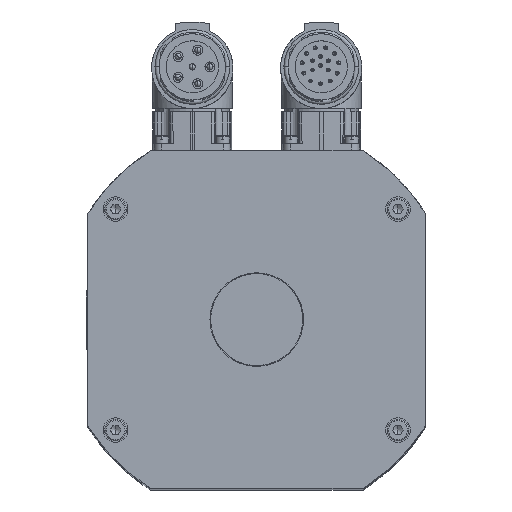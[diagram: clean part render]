
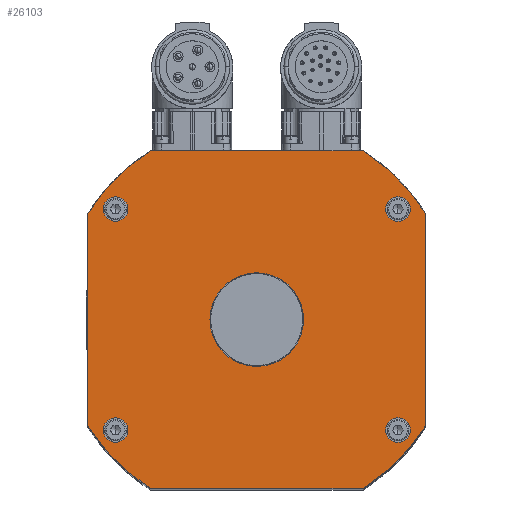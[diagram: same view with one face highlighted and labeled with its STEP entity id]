
A CAD part, top view. The second image highlights one B-rep face of the part: STEP entity #26103.
In plain terms, the highlighted planar face has unit normal (0, 0, 1).
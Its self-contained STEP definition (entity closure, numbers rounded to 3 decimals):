
#9962=CARTESIAN_POINT('',(46.,-32.,283.5));
#9963=VERTEX_POINT('',#9962);
#9979=CARTESIAN_POINT('',(46.,-40.,283.5));
#9980=VERTEX_POINT('',#9979);
#9987=CARTESIAN_POINT('',(46.,-36.,283.5));
#9988=DIRECTION('',(0.0,0.0,-1.0));
#9989=DIRECTION('',(0.0,1.0,0.0));
#9990=AXIS2_PLACEMENT_3D('',#9987,#9988,#9989);
#9991=CIRCLE('',#9990,4.0);
#9992=EDGE_CURVE('',#9963,#9980,#9991,.T.);
#10025=CARTESIAN_POINT('',(-46.,-32.,283.5));
#10026=VERTEX_POINT('',#10025);
#10042=CARTESIAN_POINT('',(-46.,-40.,283.5));
#10043=VERTEX_POINT('',#10042);
#10050=CARTESIAN_POINT('',(-46.,-36.,283.5));
#10051=DIRECTION('',(0.0,0.0,-1.0));
#10052=DIRECTION('',(0.0,1.0,0.0));
#10053=AXIS2_PLACEMENT_3D('',#10050,#10051,#10052);
#10054=CIRCLE('',#10053,4.0);
#10055=EDGE_CURVE('',#10026,#10043,#10054,.T.);
#10088=CARTESIAN_POINT('',(-46.,40.,283.5));
#10089=VERTEX_POINT('',#10088);
#10105=CARTESIAN_POINT('',(-46.,32.,283.5));
#10106=VERTEX_POINT('',#10105);
#10113=CARTESIAN_POINT('',(-46.,36.,283.5));
#10114=DIRECTION('',(0.0,0.0,-1.0));
#10115=DIRECTION('',(0.0,1.0,0.0));
#10116=AXIS2_PLACEMENT_3D('',#10113,#10114,#10115);
#10117=CIRCLE('',#10116,4.0);
#10118=EDGE_CURVE('',#10089,#10106,#10117,.T.);
#10151=CARTESIAN_POINT('',(46.,40.,283.5));
#10152=VERTEX_POINT('',#10151);
#10168=CARTESIAN_POINT('',(46.,32.,283.5));
#10169=VERTEX_POINT('',#10168);
#10176=CARTESIAN_POINT('',(46.,36.,283.5));
#10177=DIRECTION('',(0.0,0.0,-1.0));
#10178=DIRECTION('',(0.0,1.0,0.0));
#10179=AXIS2_PLACEMENT_3D('',#10176,#10177,#10178);
#10180=CIRCLE('',#10179,4.0);
#10181=EDGE_CURVE('',#10152,#10169,#10180,.T.);
#10193=CARTESIAN_POINT('',(0.,-15.25,283.5));
#10194=VERTEX_POINT('',#10193);
#10210=CARTESIAN_POINT('',(0.,15.25,283.5));
#10211=VERTEX_POINT('',#10210);
#10218=CARTESIAN_POINT('',(0.,0.,283.5));
#10219=DIRECTION('',(0.0,0.0,-1.0));
#10220=DIRECTION('',(0.0,-1.0,0.0));
#10221=AXIS2_PLACEMENT_3D('',#10218,#10219,#10220);
#10222=CIRCLE('',#10221,15.25);
#10223=EDGE_CURVE('',#10194,#10211,#10222,.T.);
#25978=CARTESIAN_POINT('',(0.,0.,283.5));
#25979=DIRECTION('',(0.0,0.0,-1.0));
#25980=DIRECTION('',(0.0,-1.0,0.0));
#25981=AXIS2_PLACEMENT_3D('',#25978,#25979,#25980);
#25982=PLANE('',#25981);
#25983=CARTESIAN_POINT('',(-55.,-34.641,283.5));
#25984=VERTEX_POINT('',#25983);
#25985=CARTESIAN_POINT('',(-34.641,-55.,283.5));
#25986=VERTEX_POINT('',#25985);
#25987=CARTESIAN_POINT('',(0.,0.,283.5));
#25988=DIRECTION('',(0.,0.,1.));
#25989=DIRECTION('',(0.533,0.846,0.));
#25990=AXIS2_PLACEMENT_3D('',#25987,#25988,#25989);
#25991=CIRCLE('',#25990,65.0);
#25992=EDGE_CURVE('',#25984,#25986,#25991,.T.);
#25993=ORIENTED_EDGE('',*,*,#25992,.T.);
#25994=CARTESIAN_POINT('',(34.641,-55.,283.5));
#25995=VERTEX_POINT('',#25994);
#25996=CARTESIAN_POINT('',(-34.641,-55.,283.5));
#25997=DIRECTION('',(1.0,0.0,0.0));
#25998=VECTOR('',#25997,69.282);
#25999=LINE('',#25996,#25998);
#26000=EDGE_CURVE('',#25986,#25995,#25999,.T.);
#26001=ORIENTED_EDGE('',*,*,#26000,.T.);
#26002=CARTESIAN_POINT('',(55.,-34.641,283.5));
#26003=VERTEX_POINT('',#26002);
#26004=CARTESIAN_POINT('',(0.,0.,283.5));
#26005=DIRECTION('',(0.,0.,1.0));
#26006=DIRECTION('',(-0.846,0.533,0.));
#26007=AXIS2_PLACEMENT_3D('',#26004,#26005,#26006);
#26008=CIRCLE('',#26007,65.0);
#26009=EDGE_CURVE('',#25995,#26003,#26008,.T.);
#26010=ORIENTED_EDGE('',*,*,#26009,.T.);
#26011=CARTESIAN_POINT('',(55.,34.641,283.5));
#26012=VERTEX_POINT('',#26011);
#26013=CARTESIAN_POINT('',(55.,-34.641,283.5));
#26014=DIRECTION('',(0.0,1.0,0.0));
#26015=VECTOR('',#26014,69.282);
#26016=LINE('',#26013,#26015);
#26017=EDGE_CURVE('',#26003,#26012,#26016,.T.);
#26018=ORIENTED_EDGE('',*,*,#26017,.T.);
#26019=CARTESIAN_POINT('',(34.641,55.,283.5));
#26020=VERTEX_POINT('',#26019);
#26021=CARTESIAN_POINT('',(0.,0.,283.5));
#26022=DIRECTION('',(0.,0.,1.0));
#26023=DIRECTION('',(-0.533,-0.846,0.));
#26024=AXIS2_PLACEMENT_3D('',#26021,#26022,#26023);
#26025=CIRCLE('',#26024,65.0);
#26026=EDGE_CURVE('',#26012,#26020,#26025,.T.);
#26027=ORIENTED_EDGE('',*,*,#26026,.T.);
#26028=CARTESIAN_POINT('',(-34.641,55.,283.5));
#26029=VERTEX_POINT('',#26028);
#26030=CARTESIAN_POINT('',(34.641,55.,283.5));
#26031=DIRECTION('',(-1.0,0.0,0.0));
#26032=VECTOR('',#26031,69.282);
#26033=LINE('',#26030,#26032);
#26034=EDGE_CURVE('',#26020,#26029,#26033,.T.);
#26035=ORIENTED_EDGE('',*,*,#26034,.T.);
#26036=CARTESIAN_POINT('',(-55.,34.641,283.5));
#26037=VERTEX_POINT('',#26036);
#26038=CARTESIAN_POINT('',(0.,0.,283.5));
#26039=DIRECTION('',(0.,0.,1.));
#26040=DIRECTION('',(0.846,-0.533,0.));
#26041=AXIS2_PLACEMENT_3D('',#26038,#26039,#26040);
#26042=CIRCLE('',#26041,65.0);
#26043=EDGE_CURVE('',#26029,#26037,#26042,.T.);
#26044=ORIENTED_EDGE('',*,*,#26043,.T.);
#26045=CARTESIAN_POINT('',(-55.,34.641,283.5));
#26046=DIRECTION('',(0.0,-1.0,0.0));
#26047=VECTOR('',#26046,69.282);
#26048=LINE('',#26045,#26047);
#26049=EDGE_CURVE('',#26037,#25984,#26048,.T.);
#26050=ORIENTED_EDGE('',*,*,#26049,.T.);
#26051=EDGE_LOOP('',(#25993,#26001,#26010,#26018,#26027,#26035,#26044,#26050));
#26052=FACE_OUTER_BOUND('',#26051,.T.);
#26053=ORIENTED_EDGE('',*,*,#9992,.T.);
#26054=CARTESIAN_POINT('',(46.,-36.,283.5));
#26055=DIRECTION('',(0.0,0.0,-1.0));
#26056=DIRECTION('',(0.0,1.0,0.0));
#26057=AXIS2_PLACEMENT_3D('',#26054,#26055,#26056);
#26058=CIRCLE('',#26057,4.0);
#26059=EDGE_CURVE('',#9980,#9963,#26058,.T.);
#26060=ORIENTED_EDGE('',*,*,#26059,.T.);
#26061=EDGE_LOOP('',(#26053,#26060));
#26062=FACE_BOUND('',#26061,.T.);
#26063=ORIENTED_EDGE('',*,*,#10055,.T.);
#26064=CARTESIAN_POINT('',(-46.,-36.,283.5));
#26065=DIRECTION('',(0.0,0.0,-1.0));
#26066=DIRECTION('',(0.0,1.0,0.0));
#26067=AXIS2_PLACEMENT_3D('',#26064,#26065,#26066);
#26068=CIRCLE('',#26067,4.0);
#26069=EDGE_CURVE('',#10043,#10026,#26068,.T.);
#26070=ORIENTED_EDGE('',*,*,#26069,.T.);
#26071=EDGE_LOOP('',(#26063,#26070));
#26072=FACE_BOUND('',#26071,.T.);
#26073=ORIENTED_EDGE('',*,*,#10118,.T.);
#26074=CARTESIAN_POINT('',(-46.,36.,283.5));
#26075=DIRECTION('',(0.0,0.0,-1.0));
#26076=DIRECTION('',(0.0,1.0,0.0));
#26077=AXIS2_PLACEMENT_3D('',#26074,#26075,#26076);
#26078=CIRCLE('',#26077,4.0);
#26079=EDGE_CURVE('',#10106,#10089,#26078,.T.);
#26080=ORIENTED_EDGE('',*,*,#26079,.T.);
#26081=EDGE_LOOP('',(#26073,#26080));
#26082=FACE_BOUND('',#26081,.T.);
#26083=ORIENTED_EDGE('',*,*,#10181,.T.);
#26084=CARTESIAN_POINT('',(46.,36.,283.5));
#26085=DIRECTION('',(0.0,0.0,-1.0));
#26086=DIRECTION('',(0.0,1.0,0.0));
#26087=AXIS2_PLACEMENT_3D('',#26084,#26085,#26086);
#26088=CIRCLE('',#26087,4.0);
#26089=EDGE_CURVE('',#10169,#10152,#26088,.T.);
#26090=ORIENTED_EDGE('',*,*,#26089,.T.);
#26091=EDGE_LOOP('',(#26083,#26090));
#26092=FACE_BOUND('',#26091,.T.);
#26093=CARTESIAN_POINT('',(0.,0.,283.5));
#26094=DIRECTION('',(0.0,0.0,-1.0));
#26095=DIRECTION('',(0.0,-1.0,0.0));
#26096=AXIS2_PLACEMENT_3D('',#26093,#26094,#26095);
#26097=CIRCLE('',#26096,15.25);
#26098=EDGE_CURVE('',#10211,#10194,#26097,.T.);
#26099=ORIENTED_EDGE('',*,*,#26098,.T.);
#26100=ORIENTED_EDGE('',*,*,#10223,.T.);
#26101=EDGE_LOOP('',(#26099,#26100));
#26102=FACE_BOUND('',#26101,.T.);
#26103=ADVANCED_FACE('',(#26052,#26062,#26072,#26082,#26092,#26102),#25982,.F.);
